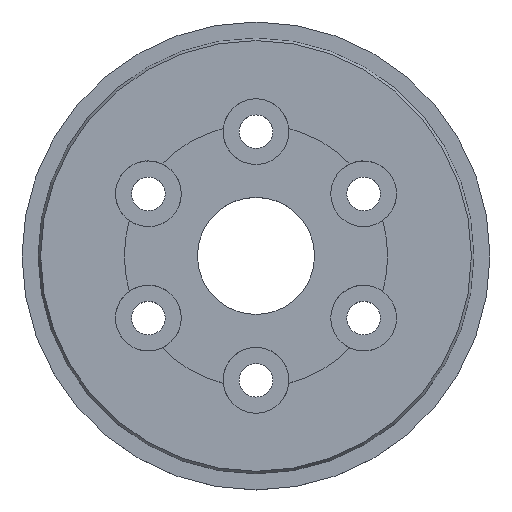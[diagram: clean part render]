
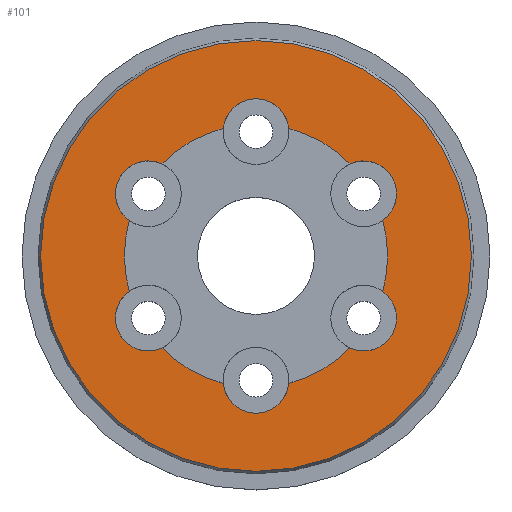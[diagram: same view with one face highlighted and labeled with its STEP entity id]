
A CAD part, top view. The second image highlights one B-rep face of the part: STEP entity #101.
In plain terms, the highlighted planar face has unit normal (0, 0, 1).
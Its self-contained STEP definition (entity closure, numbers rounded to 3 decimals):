
#101=ADVANCED_FACE('',(#156,#157),#130,.T.);
#130=PLANE('',#642);
#156=FACE_BOUND('',#232,.T.);
#157=FACE_BOUND('',#233,.T.);
#232=EDGE_LOOP('',(#326,#327,#328,#329,#330,#331,#332,#333,#334,#335,#336,
#337));
#233=EDGE_LOOP('',(#338));
#326=ORIENTED_EDGE('',*,*,#513,.F.);
#327=ORIENTED_EDGE('',*,*,#483,.T.);
#328=ORIENTED_EDGE('',*,*,#514,.F.);
#329=ORIENTED_EDGE('',*,*,#501,.T.);
#330=ORIENTED_EDGE('',*,*,#515,.F.);
#331=ORIENTED_EDGE('',*,*,#491,.T.);
#332=ORIENTED_EDGE('',*,*,#516,.F.);
#333=ORIENTED_EDGE('',*,*,#497,.T.);
#334=ORIENTED_EDGE('',*,*,#517,.F.);
#335=ORIENTED_EDGE('',*,*,#487,.T.);
#336=ORIENTED_EDGE('',*,*,#518,.F.);
#337=ORIENTED_EDGE('',*,*,#511,.T.);
#338=ORIENTED_EDGE('',*,*,#519,.T.);
#428=VERTEX_POINT('',#910);
#429=VERTEX_POINT('',#911);
#432=VERTEX_POINT('',#919);
#433=VERTEX_POINT('',#920);
#436=VERTEX_POINT('',#928);
#437=VERTEX_POINT('',#929);
#442=VERTEX_POINT('',#940);
#443=VERTEX_POINT('',#942);
#446=VERTEX_POINT('',#949);
#447=VERTEX_POINT('',#951);
#456=VERTEX_POINT('',#974);
#457=VERTEX_POINT('',#976);
#458=VERTEX_POINT('',#986);
#483=EDGE_CURVE('',#428,#429,#550,.T.);
#487=EDGE_CURVE('',#432,#433,#552,.T.);
#491=EDGE_CURVE('',#436,#437,#554,.T.);
#497=EDGE_CURVE('',#443,#442,#557,.T.);
#501=EDGE_CURVE('',#447,#446,#559,.T.);
#511=EDGE_CURVE('',#457,#456,#567,.T.);
#513=EDGE_CURVE('',#428,#456,#568,.T.);
#514=EDGE_CURVE('',#447,#429,#569,.T.);
#515=EDGE_CURVE('',#436,#446,#570,.T.);
#516=EDGE_CURVE('',#443,#437,#571,.T.);
#517=EDGE_CURVE('',#432,#442,#572,.T.);
#518=EDGE_CURVE('',#457,#433,#573,.T.);
#519=EDGE_CURVE('',#458,#458,#574,.T.);
#550=CIRCLE('',#607,9.);
#552=CIRCLE('',#610,9.);
#554=CIRCLE('',#613,9.);
#557=CIRCLE('',#617,9.);
#559=CIRCLE('',#620,9.);
#567=CIRCLE('',#633,9.);
#568=CIRCLE('',#635,2.25);
#569=CIRCLE('',#636,2.25);
#570=CIRCLE('',#637,2.25);
#571=CIRCLE('',#638,2.25);
#572=CIRCLE('',#639,2.25);
#573=CIRCLE('',#640,2.25);
#574=CIRCLE('',#641,14.727);
#607=AXIS2_PLACEMENT_3D('',#909,#711,#712);
#610=AXIS2_PLACEMENT_3D('',#918,#719,#720);
#613=AXIS2_PLACEMENT_3D('',#927,#727,#728);
#617=AXIS2_PLACEMENT_3D('',#941,#738,#739);
#620=AXIS2_PLACEMENT_3D('',#950,#746,#747);
#633=AXIS2_PLACEMENT_3D('',#975,#774,#775);
#635=AXIS2_PLACEMENT_3D('',#979,#779,#780);
#636=AXIS2_PLACEMENT_3D('',#980,#781,#782);
#637=AXIS2_PLACEMENT_3D('',#981,#783,#784);
#638=AXIS2_PLACEMENT_3D('',#982,#785,#786);
#639=AXIS2_PLACEMENT_3D('',#983,#787,#788);
#640=AXIS2_PLACEMENT_3D('',#984,#789,#790);
#641=AXIS2_PLACEMENT_3D('',#985,#791,#792);
#642=AXIS2_PLACEMENT_3D('',#987,#793,#794);
#711=DIRECTION('',(0.,0.,-1.));
#712=DIRECTION('',(1.,0.,0.));
#719=DIRECTION('',(0.,0.,-1.));
#720=DIRECTION('',(1.,0.,0.));
#727=DIRECTION('',(0.,0.,-1.));
#728=DIRECTION('',(1.,0.,0.));
#738=DIRECTION('',(0.,0.,-1.));
#739=DIRECTION('',(1.,0.,0.));
#746=DIRECTION('',(0.,0.,-1.));
#747=DIRECTION('',(1.,0.,0.));
#774=DIRECTION('',(0.,0.,-1.));
#775=DIRECTION('',(1.,0.,0.));
#779=DIRECTION('',(0.,0.,1.));
#780=DIRECTION('',(1.,0.,0.));
#781=DIRECTION('',(0.,0.,1.));
#782=DIRECTION('',(1.,0.,0.));
#783=DIRECTION('',(0.,0.,1.));
#784=DIRECTION('',(1.,0.,0.));
#785=DIRECTION('',(0.,0.,1.));
#786=DIRECTION('',(1.,0.,0.));
#787=DIRECTION('',(0.,0.,1.));
#788=DIRECTION('',(1.,0.,0.));
#789=DIRECTION('',(0.,0.,1.));
#790=DIRECTION('',(1.,0.,0.));
#791=DIRECTION('',(0.,0.,1.));
#792=DIRECTION('',(1.,0.,0.));
#793=DIRECTION('',(0.,0.,1.));
#794=DIRECTION('',(1.,0.,0.));
#909=CARTESIAN_POINT('',(0.,0.,4.7));
#910=CARTESIAN_POINT('',(-6.429,6.298,4.7));
#911=CARTESIAN_POINT('',(-2.24,8.717,4.7));
#918=CARTESIAN_POINT('',(0.,0.,4.7));
#919=CARTESIAN_POINT('',(-2.24,-8.717,4.7));
#920=CARTESIAN_POINT('',(-6.429,-6.298,4.7));
#927=CARTESIAN_POINT('',(0.,0.,4.7));
#928=CARTESIAN_POINT('',(8.669,2.419,4.7));
#929=CARTESIAN_POINT('',(8.669,-2.419,4.7));
#940=CARTESIAN_POINT('',(2.24,-8.717,4.7));
#941=CARTESIAN_POINT('',(0.,0.,4.7));
#942=CARTESIAN_POINT('',(6.429,-6.298,4.7));
#949=CARTESIAN_POINT('',(6.429,6.298,4.7));
#950=CARTESIAN_POINT('',(0.,0.,4.7));
#951=CARTESIAN_POINT('',(2.24,8.717,4.7));
#974=CARTESIAN_POINT('',(-8.669,2.419,4.7));
#975=CARTESIAN_POINT('',(0.,0.,4.7));
#976=CARTESIAN_POINT('',(-8.669,-2.419,4.7));
#979=CARTESIAN_POINT('',(-7.361,4.25,4.7));
#980=CARTESIAN_POINT('',(0.,8.5,4.7));
#981=CARTESIAN_POINT('',(7.361,4.25,4.7));
#982=CARTESIAN_POINT('',(7.361,-4.25,4.7));
#983=CARTESIAN_POINT('',(0.,-8.5,4.7));
#984=CARTESIAN_POINT('',(-7.361,-4.25,4.7));
#985=CARTESIAN_POINT('',(0.,0.,4.7));
#986=CARTESIAN_POINT('',(14.727,0.,4.7));
#987=CARTESIAN_POINT('',(0.,0.,4.7));
